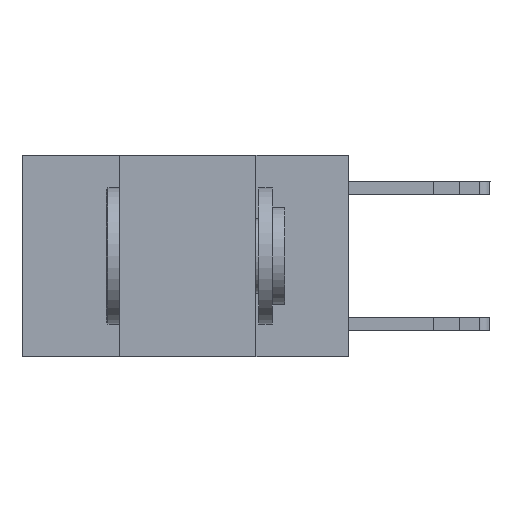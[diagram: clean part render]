
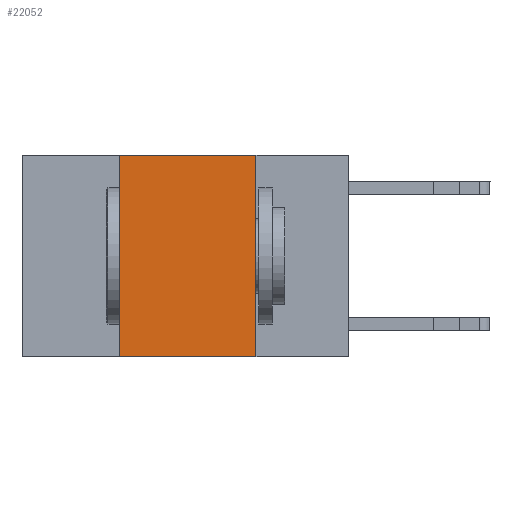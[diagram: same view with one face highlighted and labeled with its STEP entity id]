
A CAD part, left-side view. The second image highlights one B-rep face of the part: STEP entity #22052.
In plain terms, the highlighted planar face has unit normal (-1, 0, 0).
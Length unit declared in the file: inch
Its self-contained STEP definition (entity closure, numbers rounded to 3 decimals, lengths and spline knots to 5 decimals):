
#720 = ORIENTED_EDGE ( 'NONE', *, *, #12592, .F. ) ;
#810 = PLANE ( 'NONE',  #1904 ) ;
#890 = DIRECTION ( 'NONE',  ( 0., 0., 1. ) ) ;
#1217 = ORIENTED_EDGE ( 'NONE', *, *, #6946, .T. ) ;
#1384 = VECTOR ( 'NONE', #20650, 39.37008 ) ;
#1545 = VERTEX_POINT ( 'NONE', #15945 ) ;
#1904 = AXIS2_PLACEMENT_3D ( 'NONE', #25381, #18903, #14756 ) ;
#1980 = EDGE_LOOP ( 'NONE', ( #24375, #5126, #720, #1217 ) ) ;
#2191 = CARTESIAN_POINT ( 'NONE',  ( 0., 0.42, 0. ) ) ;
#5126 = ORIENTED_EDGE ( 'NONE', *, *, #14772, .F. ) ;
#5411 = LINE ( 'NONE', #9546, #9628 ) ;
#6946 = EDGE_CURVE ( 'NONE', #19671, #1545, #25121, .T. ) ;
#7657 = CARTESIAN_POINT ( 'NONE',  ( 0., 0.42, -0.37 ) ) ;
#7710 = VERTEX_POINT ( 'NONE', #2191 ) ;
#8047 = EDGE_CURVE ( 'NONE', #17906, #1545, #5411, .T. ) ;
#8617 = CARTESIAN_POINT ( 'NONE',  ( 0., 0.6, -0.37 ) ) ;
#9546 = CARTESIAN_POINT ( 'NONE',  ( 0., 0.17, 0. ) ) ;
#9628 = VECTOR ( 'NONE', #15432, 39.37008 ) ;
#10697 = LINE ( 'NONE', #21382, #13133 ) ;
#12509 = LINE ( 'NONE', #20514, #1384 ) ;
#12592 = EDGE_CURVE ( 'NONE', #19671, #7710, #10697, .T. ) ;
#13133 = VECTOR ( 'NONE', #890, 39.37008 ) ;
#14513 = DIRECTION ( 'NONE',  ( 0., -1., 0. ) ) ;
#14614 = CARTESIAN_POINT ( 'NONE',  ( 0., 0.17, 0. ) ) ;
#14756 = DIRECTION ( 'NONE',  ( 0., 0., -1. ) ) ;
#14772 = EDGE_CURVE ( 'NONE', #7710, #17906, #12509, .T. ) ;
#15432 = DIRECTION ( 'NONE',  ( 0., 0., -1. ) ) ;
#15945 = CARTESIAN_POINT ( 'NONE',  ( 0., 0.17, -0.37 ) ) ;
#17906 = VERTEX_POINT ( 'NONE', #14614 ) ;
#18903 = DIRECTION ( 'NONE',  ( 1., 0., 0. ) ) ;
#19154 = FACE_OUTER_BOUND ( 'NONE', #1980, .T. ) ;
#19470 = VECTOR ( 'NONE', #14513, 39.37008 ) ;
#19671 = VERTEX_POINT ( 'NONE', #7657 ) ;
#20514 = CARTESIAN_POINT ( 'NONE',  ( 0., 0.6, 0. ) ) ;
#20650 = DIRECTION ( 'NONE',  ( 0., -1., 0. ) ) ;
#21382 = CARTESIAN_POINT ( 'NONE',  ( 0., 0.42, 0. ) ) ;
#22052 = ADVANCED_FACE ( 'NONE', ( #19154 ), #810, .F. ) ;
#24375 = ORIENTED_EDGE ( 'NONE', *, *, #8047, .F. ) ;
#25121 = LINE ( 'NONE', #8617, #19470 ) ;
#25381 = CARTESIAN_POINT ( 'NONE',  ( 0., 0.6, 0. ) ) ;
